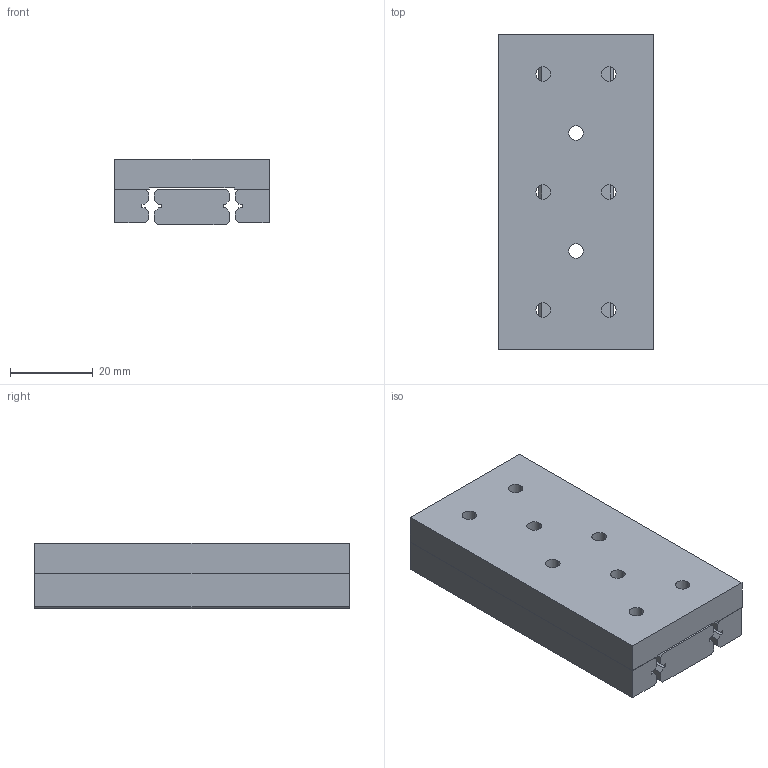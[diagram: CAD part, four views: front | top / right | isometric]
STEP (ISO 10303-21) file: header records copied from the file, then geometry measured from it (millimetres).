
FILE_DESCRIPTION((''),'2;1');
FILE_NAME('LP15-3-2.stp','2003-11-08T18:11:18',('Raul'),(''),'Autodesk Inventor (tm) 5.3','Autodesk Inventor (tm) 5.3','');
FILE_SCHEMA(('CONFIG_CONTROL_DESIGN'));
Length unit declared in the file: inch
Products named in the file (5): LP15-3-2; LP15-3-2 TOP-PLATE; LP15-3-2 SLIDE; LP15-3-2 RAIL-1; LP15-3-2 RAIL-B
Assembly tree (4 placements, depth 2):
  LP15-3-2
    LP15-3-2 TOP-PLATE
    LP15-3-2 SLIDE
    LP15-3-2 RAIL-1
    LP15-3-2 RAIL-B
Bounding box: 37.45 x 76.2 x 15.93 mm (x, y, z)
Volume: 40277.7 mm3; surface area: 18344.9 mm2
Topology: 4 solids, 4 shells, 95 faces, 252 edges, 168 vertices
Faces by surface type: plane 60, bspline 35
Entity records: 4059 total; most frequent: CARTESIAN_POINT 1077, ORIENTED_EDGE 504, DIRECTION 454, EDGE_CURVE 252, VECTOR 188, LINE 188, VERTEX_POINT 168, AXIS2_PLACEMENT_3D 133
